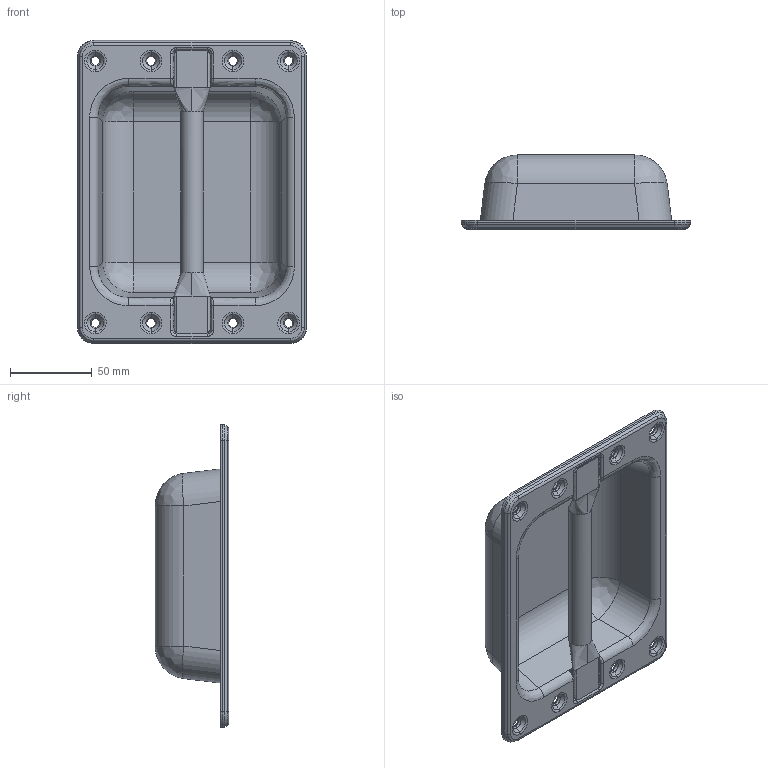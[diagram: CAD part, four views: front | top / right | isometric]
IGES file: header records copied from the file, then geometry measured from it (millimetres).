
Start section: ------------------------------------------------------------------------
Global section: file name: PC014.181528.THA_477SUS_26290.igs; native system: spGate; preprocessor: ver20.6.3 (****-****-****-****); author: Unknown; organization: Unknown; date: 251203.120322; units: millimetre
Bounding box: 140 x 45 x 185 mm (x, y, z)
Volume: 62192.5 mm3; surface area: 90227.6 mm2
Topology: 1 solids, 1 shells, 389 faces, 888 edges, 512 vertices
Faces by surface type: bspline 389
